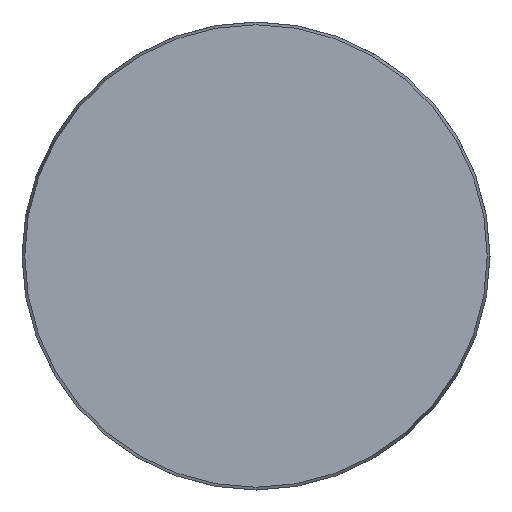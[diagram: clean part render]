
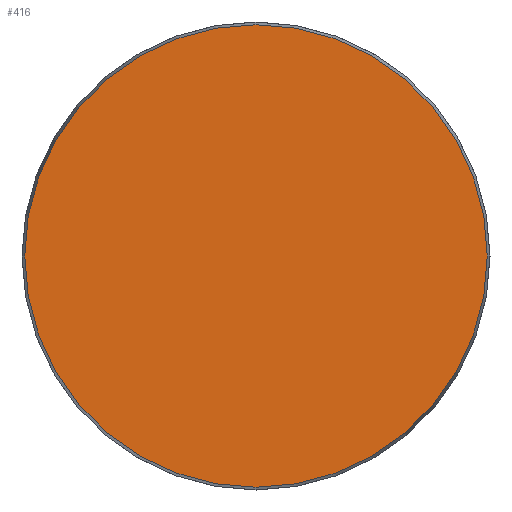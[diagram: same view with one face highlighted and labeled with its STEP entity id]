
A CAD part, front view. The second image highlights one B-rep face of the part: STEP entity #416.
In plain terms, the highlighted planar face has unit normal (0, -1, 0).
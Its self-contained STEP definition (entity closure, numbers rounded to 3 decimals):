
#12 = AXIS2_PLACEMENT_3D ( 'NONE', #341, #467, #258 ) ;
#160 = ORIENTED_EDGE ( 'NONE', *, *, #471, .T. ) ;
#258 = DIRECTION ( 'NONE',  ( 0., 0., -1. ) ) ;
#261 = AXIS2_PLACEMENT_3D ( 'NONE', #475, #550, #396 ) ;
#294 = CIRCLE ( 'NONE', #12, 48.425 ) ;
#304 = FACE_OUTER_BOUND ( 'NONE', #479, .T. ) ;
#341 = CARTESIAN_POINT ( 'NONE',  ( 0., 0., 0. ) ) ;
#355 = PLANE ( 'NONE',  #261 ) ;
#396 = DIRECTION ( 'NONE',  ( 0., 0., 1. ) ) ;
#416 = ADVANCED_FACE ( 'NONE', ( #304 ), #355, .F. ) ;
#447 = CARTESIAN_POINT ( 'NONE',  ( 0., 0., -48.425 ) ) ;
#467 = DIRECTION ( 'NONE',  ( 0., -1., 0. ) ) ;
#471 = EDGE_CURVE ( 'NONE', #541, #541, #294, .T. ) ;
#475 = CARTESIAN_POINT ( 'NONE',  ( -48.425, 0., 0. ) ) ;
#479 = EDGE_LOOP ( 'NONE', ( #160 ) ) ;
#541 = VERTEX_POINT ( 'NONE', #447 ) ;
#550 = DIRECTION ( 'NONE',  ( 0., 1., 0. ) ) ;
